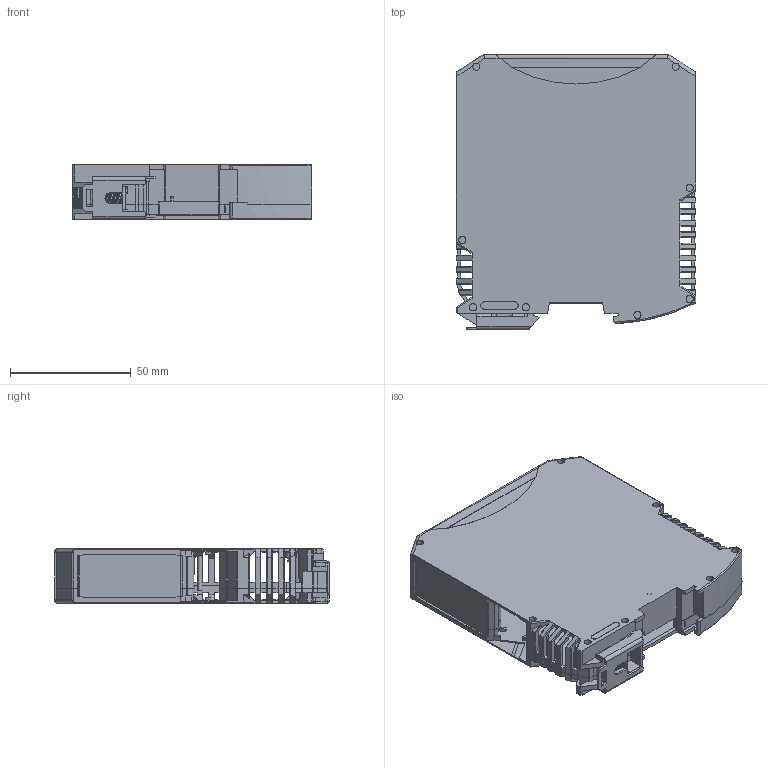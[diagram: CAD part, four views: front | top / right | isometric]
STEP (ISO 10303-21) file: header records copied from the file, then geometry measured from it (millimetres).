
FILE_DESCRIPTION(('SolidDesigner STEP Export'),'2;1');
FILE_NAME(' 2695293 ME-MAX.stp','2017-12-15T 8:22:21',(''),(''),'Creo Elements/Direct Modeling STEP processor for AP214 (Solid Model)','Creo Elements/Direct Modeling 18.1I 13-Aug-2016 (C) Parametric Technology GmbH','');
FILE_SCHEMA(('AUTOMOTIVE_DESIGN { 1 0 10303 214 1 1 1 1 }'));
Length unit declared in the file: millimetre
Products named in the file (8): ME_MAX_22.5_PLATE_H.Select__00480393; ME_MAX_GEH-L_CL_U-U1_H.Select__00474144; ME_MAX_22.5_GEH-R_CL_U-U1_H.Select_00474017; ME_MAX_22.5_DKL_CL_H.Select__00472368; Fussriegel_17.5_L30_H.Select__00315466; ME_MAX_22.5_PLATE_U42_H.Select__00482412; VAL-M_FEDER_0.5MM_vorgespannt_H.Select_00757586; ME_MAX_22.5_U-U1_H.Select__00316697
Assembly tree (8 placements, depth 2):
  ME_MAX_22.5_U-U1_H.Select__00316697
    VAL-M_FEDER_0.5MM_vorgespannt_H.Select_00757586
    ME_MAX_22.5_PLATE_U42_H.Select__00482412  x2
    Fussriegel_17.5_L30_H.Select__00315466
    ME_MAX_22.5_DKL_CL_H.Select__00472368
    ME_MAX_22.5_GEH-R_CL_U-U1_H.Select_00474017
    ME_MAX_GEH-L_CL_U-U1_H.Select__00474144
    ME_MAX_22.5_PLATE_H.Select__00480393
Bounding box: 99 x 113.65 x 22.6 mm (x, y, z)
Volume: 40925.8 mm3; surface area: 70170.9 mm2
Topology: 8 solids, 8 shells, 1716 faces, 4774 edges, 3120 vertices
Faces by surface type: plane 1201, cylinder 488, cone 19, bspline 6, torus 2
Entity records: 57015 total; most frequent: CARTESIAN_POINT 13435, ORIENTED_EDGE 9476, DIRECTION 8485, EDGE_CURVE 4738, VECTOR 3627, LINE 3627, VERTEX_POINT 3096, AXIS2_PLACEMENT_3D 2429
